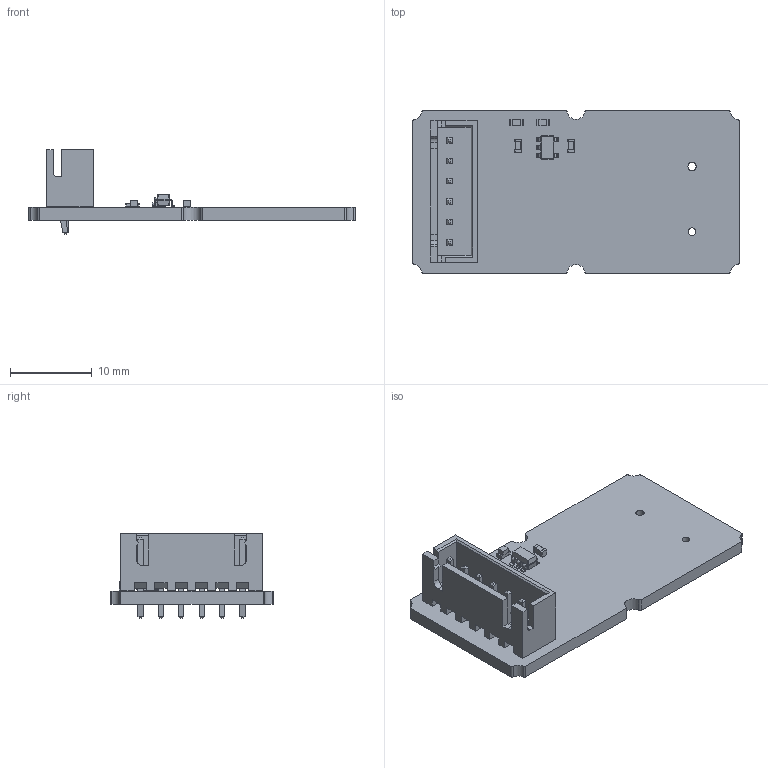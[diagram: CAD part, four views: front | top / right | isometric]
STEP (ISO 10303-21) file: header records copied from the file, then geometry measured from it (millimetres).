
FILE_DESCRIPTION(('KiCad electronic assembly'),'2;1');
FILE_NAME('B-MicroSD-BRK-01MBR-R01.step','2024-08-02T22:39:59',('Pcbnew' ),('Kicad'),'Open CASCADE STEP processor 7.8', 'KiCad to STEP converter','Unknown');
FILE_SCHEMA(('AUTOMOTIVE_DESIGN { 1 0 10303 214 1 1 1 1 }'));
Length unit declared in the file: millimetre
Products named in the file (12): B-MicroSD-BRK-01MBR-R01 1; C_0603_1608Metric; LED_0603_1608Metric; R_0603_1608Metric; JST_XH_B6B-XH-A_1x06_P2.50mm_Vertical; JST_B6B_XH_A; SOT-23-5; SOT_23_5; B-MicroSD-BRK-01MBR-R01_PCB
Assembly tree (12 placements, depth 3):
  B-MicroSD-BRK-01MBR-R01 1
    C_0603_1608Metric  x2
      C_0603_1608Metric
    LED_0603_1608Metric
      LED_0603_1608Metric
    R_0603_1608Metric
      R_0603_1608Metric
    JST_XH_B6B-XH-A_1x06_P2.50mm_Vertical
      JST_B6B_XH_A
    SOT-23-5
      SOT_23_5
    B-MicroSD-BRK-01MBR-R01_PCB
Bounding box: 40 x 20 x 10.4 mm (x, y, z)
Volume: 1607.1 mm3; surface area: 2718.3 mm2
Topology: 7 solids, 7 shells, 464 faces, 1201 edges, 768 vertices
Faces by surface type: plane 345, cylinder 90, bspline 29
Full cylindrical faces by diameter (mm): 0.95 x7, 1 x1
Entity records: 16088 total; most frequent: CARTESIAN_POINT 2417, ORIENTED_EDGE 2258, DIRECTION 2093, EDGE_CURVE 1129, LINE 941, VECTOR 941, VERTEX_POINT 720, AXIS2_PLACEMENT_3D 576
